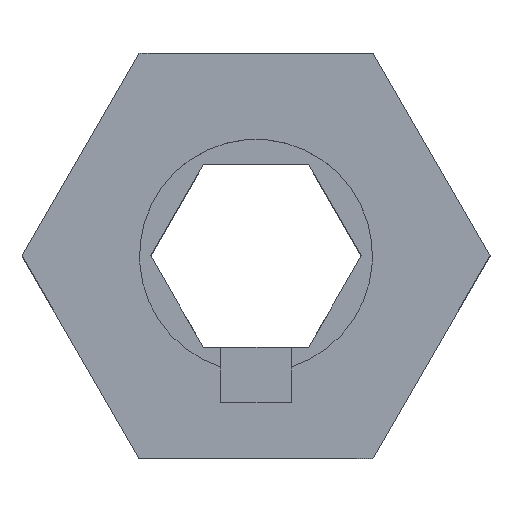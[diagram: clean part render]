
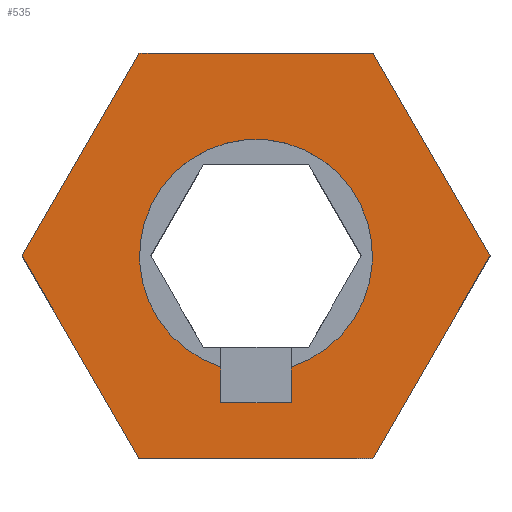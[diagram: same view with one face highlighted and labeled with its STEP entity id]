
A CAD part, top view. The second image highlights one B-rep face of the part: STEP entity #535.
In plain terms, the highlighted planar face has unit normal (0, 0, 1).
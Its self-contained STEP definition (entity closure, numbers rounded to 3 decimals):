
#18=FACE_BOUND('',#82,.T.);
#21=CIRCLE('',#543,5.75);
#51=FACE_OUTER_BOUND('',#81,.T.);
#81=EDGE_LOOP('',(#463,#464,#465,#466,#467,#468));
#82=EDGE_LOOP('',(#469,#470,#471,#472));
#85=LINE('',#706,#153);
#89=LINE('',#715,#157);
#107=LINE('',#752,#175);
#137=LINE('',#819,#205);
#140=LINE('',#825,#208);
#143=LINE('',#831,#211);
#146=LINE('',#837,#214);
#149=LINE('',#843,#217);
#152=LINE('',#847,#220);
#153=VECTOR('',#574,10.);
#157=VECTOR('',#580,10.);
#175=VECTOR('',#612,10.);
#205=VECTOR('',#672,10.);
#208=VECTOR('',#677,10.);
#211=VECTOR('',#682,10.);
#214=VECTOR('',#687,10.);
#217=VECTOR('',#692,10.);
#220=VECTOR('',#697,10.);
#221=VERTEX_POINT('',#704);
#222=VERTEX_POINT('',#705);
#225=VERTEX_POINT('',#713);
#226=VERTEX_POINT('',#714);
#259=VERTEX_POINT('',#816);
#260=VERTEX_POINT('',#818);
#262=VERTEX_POINT('',#824);
#264=VERTEX_POINT('',#830);
#266=VERTEX_POINT('',#836);
#268=VERTEX_POINT('',#842);
#269=EDGE_CURVE('',#221,#222,#85,.T.);
#273=EDGE_CURVE('',#225,#226,#89,.T.);
#278=EDGE_CURVE('',#226,#221,#21,.T.);
#293=EDGE_CURVE('',#222,#225,#107,.T.);
#325=EDGE_CURVE('',#260,#259,#137,.T.);
#328=EDGE_CURVE('',#262,#260,#140,.T.);
#331=EDGE_CURVE('',#264,#262,#143,.T.);
#334=EDGE_CURVE('',#266,#264,#146,.T.);
#337=EDGE_CURVE('',#268,#266,#149,.T.);
#340=EDGE_CURVE('',#259,#268,#152,.T.);
#463=ORIENTED_EDGE('',*,*,#340,.T.);
#464=ORIENTED_EDGE('',*,*,#337,.T.);
#465=ORIENTED_EDGE('',*,*,#334,.T.);
#466=ORIENTED_EDGE('',*,*,#331,.T.);
#467=ORIENTED_EDGE('',*,*,#328,.T.);
#468=ORIENTED_EDGE('',*,*,#325,.T.);
#469=ORIENTED_EDGE('',*,*,#273,.T.);
#470=ORIENTED_EDGE('',*,*,#278,.T.);
#471=ORIENTED_EDGE('',*,*,#269,.T.);
#472=ORIENTED_EDGE('',*,*,#293,.T.);
#508=PLANE('',#568);
#535=ADVANCED_FACE('',(#51,#18),#508,.T.);
#543=AXIS2_PLACEMENT_3D('',#723,#588,#589);
#568=AXIS2_PLACEMENT_3D('',#848,#698,#699);
#574=DIRECTION('',(0.,-1.,0.));
#580=DIRECTION('',(0.,1.,0.));
#588=DIRECTION('center_axis',(0.,0.,-1.));
#589=DIRECTION('ref_axis',(-1.,0.,0.));
#612=DIRECTION('',(-1.,0.,0.));
#672=DIRECTION('',(-1.,0.,0.));
#677=DIRECTION('',(-0.5,0.866,0.));
#682=DIRECTION('',(0.5,0.866,0.));
#687=DIRECTION('',(1.,0.,0.));
#692=DIRECTION('',(0.5,-0.866,0.));
#697=DIRECTION('',(-0.5,-0.866,0.));
#698=DIRECTION('center_axis',(0.,0.,1.));
#699=DIRECTION('ref_axis',(1.,0.,0.));
#704=CARTESIAN_POINT('',(1.732,-5.483,10.));
#705=CARTESIAN_POINT('',(1.732,-7.25,10.));
#706=CARTESIAN_POINT('',(1.732,-3.625,10.));
#713=CARTESIAN_POINT('',(-1.732,-7.25,10.));
#714=CARTESIAN_POINT('',(-1.732,-5.483,10.));
#715=CARTESIAN_POINT('',(-1.732,-2.741,10.));
#723=CARTESIAN_POINT('Origin',(0.,0.,10.));
#752=CARTESIAN_POINT('',(-0.866,-7.25,10.));
#816=CARTESIAN_POINT('',(-5.774,10.,10.));
#818=CARTESIAN_POINT('',(5.774,10.,10.));
#819=CARTESIAN_POINT('',(5.774,10.,10.));
#824=CARTESIAN_POINT('',(11.547,0.,10.));
#825=CARTESIAN_POINT('',(11.547,0.,10.));
#830=CARTESIAN_POINT('',(5.774,-10.,10.));
#831=CARTESIAN_POINT('',(5.774,-10.,10.));
#836=CARTESIAN_POINT('',(-5.774,-10.,10.));
#837=CARTESIAN_POINT('',(-5.774,-10.,10.));
#842=CARTESIAN_POINT('',(-11.547,0.,10.));
#843=CARTESIAN_POINT('',(-11.547,0.,10.));
#847=CARTESIAN_POINT('',(-5.774,10.,10.));
#848=CARTESIAN_POINT('Origin',(0.,0.,10.));
